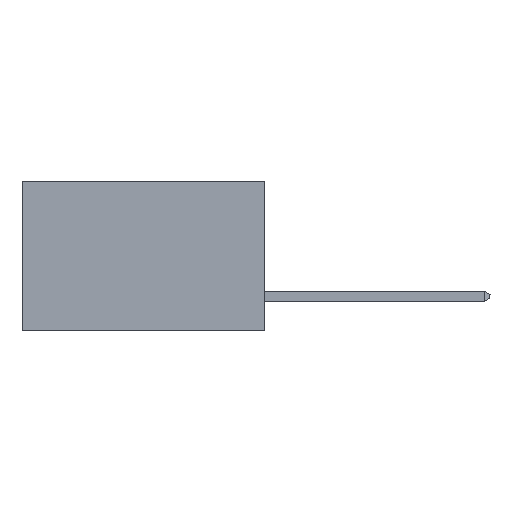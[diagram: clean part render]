
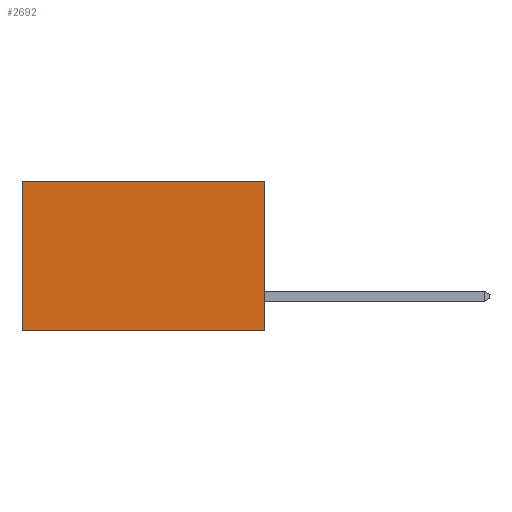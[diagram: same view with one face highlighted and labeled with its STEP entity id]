
A CAD part, left-side view. The second image highlights one B-rep face of the part: STEP entity #2692.
In plain terms, the highlighted planar face has unit normal (-1, 0, 0).
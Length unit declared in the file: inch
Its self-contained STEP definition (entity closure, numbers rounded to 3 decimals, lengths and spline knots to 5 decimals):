
#416 = CARTESIAN_POINT ( 'NONE',  ( 0.2615, 0., 0. ) ) ;
#427 = EDGE_CURVE ( 'NONE', #923, #1454, #6161, .T. ) ;
#923 = VERTEX_POINT ( 'NONE', #12426 ) ;
#1454 = VERTEX_POINT ( 'NONE', #13542 ) ;
#1741 = CARTESIAN_POINT ( 'NONE',  ( 0.2615, 0.6, -0.37 ) ) ;
#2299 = ORIENTED_EDGE ( 'NONE', *, *, #15936, .T. ) ;
#2692 = ADVANCED_FACE ( 'NONE', ( #4535 ), #7107, .F. ) ;
#3145 = VECTOR ( 'NONE', #9309, 39.37008 ) ;
#3568 = DIRECTION ( 'NONE',  ( 0., 0., -1. ) ) ;
#4014 = ORIENTED_EDGE ( 'NONE', *, *, #7060, .F. ) ;
#4217 = CARTESIAN_POINT ( 'NONE',  ( 0.2615, 0., -0.37 ) ) ;
#4535 = FACE_OUTER_BOUND ( 'NONE', #5671, .T. ) ;
#4874 = DIRECTION ( 'NONE',  ( 1., 0., 0. ) ) ;
#5568 = VECTOR ( 'NONE', #9414, 39.37008 ) ;
#5636 = VERTEX_POINT ( 'NONE', #9008 ) ;
#5671 = EDGE_LOOP ( 'NONE', ( #2299, #4014, #9916, #6955 ) ) ;
#6161 = LINE ( 'NONE', #7932, #16124 ) ;
#6815 = DIRECTION ( 'NONE',  ( 0., 0., -1. ) ) ;
#6955 = ORIENTED_EDGE ( 'NONE', *, *, #7497, .T. ) ;
#7011 = CARTESIAN_POINT ( 'NONE',  ( 0.2615, 0.6, 0. ) ) ;
#7060 = EDGE_CURVE ( 'NONE', #1454, #5636, #15519, .T. ) ;
#7107 = PLANE ( 'NONE',  #8595 ) ;
#7497 = EDGE_CURVE ( 'NONE', #923, #9757, #8088, .T. ) ;
#7908 = VECTOR ( 'NONE', #6815, 39.37008 ) ;
#7932 = CARTESIAN_POINT ( 'NONE',  ( 0.2615, 0., -0.37 ) ) ;
#8088 = LINE ( 'NONE', #416, #3145 ) ;
#8595 = AXIS2_PLACEMENT_3D ( 'NONE', #14773, #4874, #13632 ) ;
#9008 = CARTESIAN_POINT ( 'NONE',  ( 0.2615, 0.6, -0.37 ) ) ;
#9258 = LINE ( 'NONE', #1741, #7908 ) ;
#9309 = DIRECTION ( 'NONE',  ( 0., 1., 0. ) ) ;
#9414 = DIRECTION ( 'NONE',  ( 0., 1., 0. ) ) ;
#9757 = VERTEX_POINT ( 'NONE', #7011 ) ;
#9916 = ORIENTED_EDGE ( 'NONE', *, *, #427, .F. ) ;
#12426 = CARTESIAN_POINT ( 'NONE',  ( 0.2615, 0., 0. ) ) ;
#13542 = CARTESIAN_POINT ( 'NONE',  ( 0.2615, 0., -0.37 ) ) ;
#13632 = DIRECTION ( 'NONE',  ( 0., 0., -1. ) ) ;
#14773 = CARTESIAN_POINT ( 'NONE',  ( 0.2615, 0., -0.37 ) ) ;
#15519 = LINE ( 'NONE', #4217, #5568 ) ;
#15936 = EDGE_CURVE ( 'NONE', #9757, #5636, #9258, .T. ) ;
#16124 = VECTOR ( 'NONE', #3568, 39.37008 ) ;
